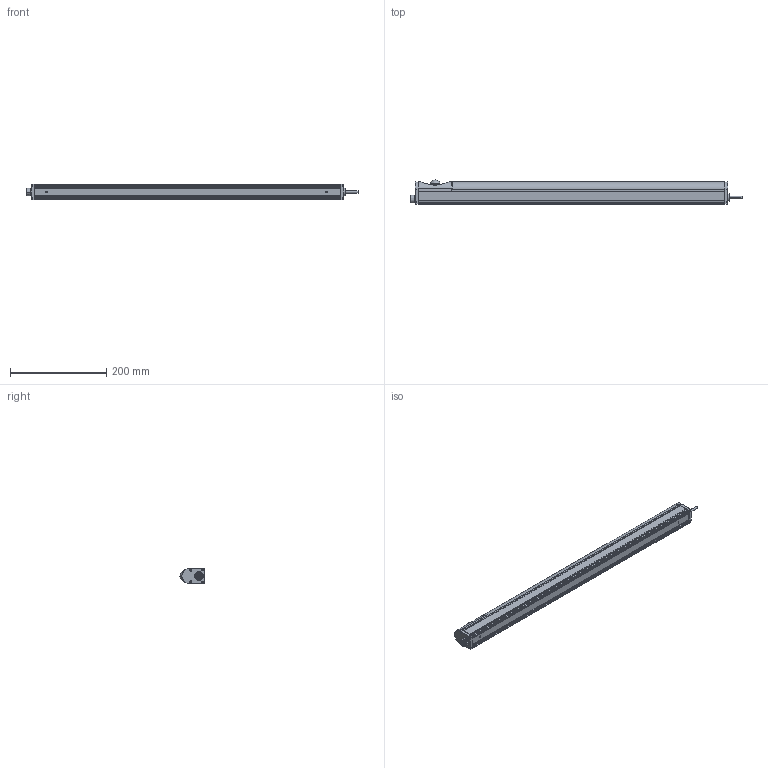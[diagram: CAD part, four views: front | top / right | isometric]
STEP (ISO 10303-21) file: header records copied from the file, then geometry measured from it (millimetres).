
FILE_DESCRIPTION((''),'2;1');
FILE_NAME('190881_ASM','2015-12-02T',('pdmadmin'),(''),'PRO/ENGINEER BY PARAMETRIC TECHNOLOGY CORPORATION, 2013230','PRO/ENGINEER BY PARAMETRIC TECHNOLOGY CORPORATION, 2013230','');
FILE_SCHEMA(('CONFIG_CONTROL_DESIGN'));
Products named in the file (14): 190483; 169945; 138905; 169957; 145997_HSG; 306-00249; 307-00176; 145997_ASM; 170224; 171081; CABLE_190; 190481; VZWLLD; 190881_ASM
Assembly tree (23 placements, depth 3):
  190881_ASM
    190483
    169945
    138905  x8
    169957
    145997_ASM
      145997_HSG
      306-00249  x4
      307-00176
    170224
    171081
    CABLE_190
    190481
    VZWLLD
Bounding box: 690.45 x 50.19 x 32 mm (x, y, z)
Volume: 180527.1 mm3; surface area: 264211.5 mm2
Topology: 22 solids, 22 shells, 1965 faces, 5250 edges, 3373 vertices
Faces by surface type: cylinder 796, plane 632, bspline 284, cone 106, torus 103, sphere 42, extrusion 2
Entity records: 46612 total; most frequent: CARTESIAN_POINT 19248, ORIENTED_EDGE 5778, DIRECTION 5646, EDGE_CURVE 2889, AXIS2_PLACEMENT_3D 2108, VERTEX_POINT 1877, VECTOR 1430, LINE 1428
